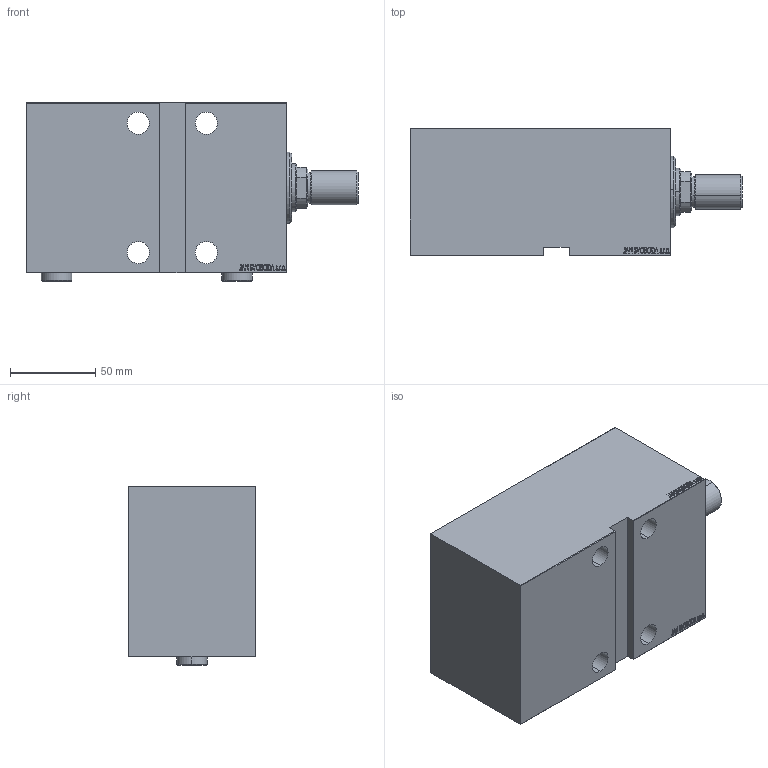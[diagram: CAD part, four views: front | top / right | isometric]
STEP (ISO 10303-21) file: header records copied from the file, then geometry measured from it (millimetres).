
FILE_DESCRIPTION (( 'STEP AP203' ), '1' );
FILE_NAME ('95bf.STEP', '2024-02-12T14:02:02', ( '' ), ( '' ), 'SwSTEP 2.0', 'SolidWorks 2019', '' );
FILE_SCHEMA (( 'CONFIG_CONTROL_DESIGN' ));
Length unit declared in the file: millimetre
Products named in the file (6): V450CM_VC_G d1ab411360d81f91e92523479eeca00d; Zatka_OIL_PORT d1ab411360d81f91e92523479eeca00d; V450CM_G_Body d1ab411360d81f91e92523479eeca00d; 95bf; V450CM_MALE_METRIC d1ab411360d81f91e92523479eeca00d; V450CM_G_VCP d1ab411360d81f91e92523479eeca00d
Assembly tree (6 placements, depth 2):
  95bf
    V450CM_G_Body d1ab411360d81f91e92523479eeca00d
    V450CM_G_VCP d1ab411360d81f91e92523479eeca00d
    V450CM_VC_G d1ab411360d81f91e92523479eeca00d
    V450CM_MALE_METRIC d1ab411360d81f91e92523479eeca00d
    Zatka_OIL_PORT d1ab411360d81f91e92523479eeca00d  x2
Bounding box: 195 x 75 x 104.9 mm (x, y, z)
Volume: 977935.1 mm3; surface area: 139375.1 mm2
Topology: 6 solids, 6 shells, 910 faces, 2308 edges, 1525 vertices
Faces by surface type: plane 446, bspline 380, cylinder 60, cone 22, torus 2
Entity records: 44260 total; most frequent: CARTESIAN_POINT 24527, ORIENTED_EDGE 4532, DIRECTION 2682, EDGE_CURVE 2266, VERTEX_POINT 1501, LINE 1354, VECTOR 1354, EDGE_LOOP 1017
